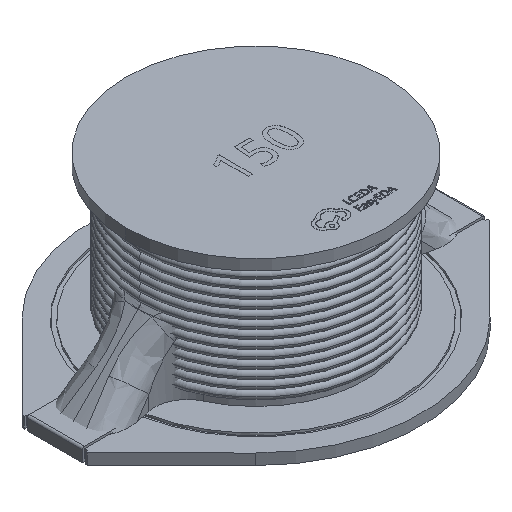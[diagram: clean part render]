
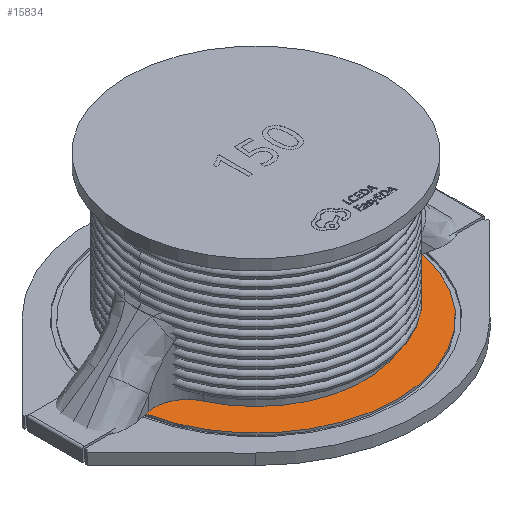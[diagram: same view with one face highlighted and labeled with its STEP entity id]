
A CAD part, isometric view. The second image highlights one B-rep face of the part: STEP entity #15834.
In plain terms, the highlighted planar face has unit normal (0, 0, 1).
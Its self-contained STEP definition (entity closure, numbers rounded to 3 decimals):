
#445 = CARTESIAN_POINT ( 'NONE',  ( -6.369, -1.3, 0.5 ) ) ;
#519 = AXIS2_PLACEMENT_3D ( 'NONE', #5068, #25861, #1265 ) ;
#585 = ORIENTED_EDGE ( 'NONE', *, *, #15696, .T. ) ;
#1265 = DIRECTION ( 'NONE',  ( 1., 0., 0. ) ) ;
#1869 = PLANE ( 'NONE',  #6492 ) ;
#2849 = DIRECTION ( 'NONE',  ( -0.98, 0.2, 0. ) ) ;
#3036 = ORIENTED_EDGE ( 'NONE', *, *, #8094, .T. ) ;
#3055 = CIRCLE ( 'NONE', #17392, 1.5 ) ;
#3720 = EDGE_CURVE ( 'NONE', #24136, #25682, #17141, .T. ) ;
#3897 = DIRECTION ( 'NONE',  ( 0., 0., 1. ) ) ;
#4040 = CARTESIAN_POINT ( 'NONE',  ( 0., 0., 0.5 ) ) ;
#4497 = VERTEX_POINT ( 'NONE', #5196 ) ;
#4807 = VECTOR ( 'NONE', #24412, 1000. ) ;
#5068 = CARTESIAN_POINT ( 'NONE',  ( -5.897, -2.735, 0.5 ) ) ;
#5196 = CARTESIAN_POINT ( 'NONE',  ( -6.197, -1.265, 0.5 ) ) ;
#6362 = VERTEX_POINT ( 'NONE', #20836 ) ;
#6454 = DIRECTION ( 'NONE',  ( 1., 0., 0. ) ) ;
#6492 = AXIS2_PLACEMENT_3D ( 'NONE', #4040, #3897, #6454 ) ;
#6676 = LINE ( 'NONE', #11101, #12973 ) ;
#7037 = VERTEX_POINT ( 'NONE', #13931 ) ;
#7546 = EDGE_CURVE ( 'NONE', #25682, #6362, #6676, .T. ) ;
#7633 = CIRCLE ( 'NONE', #12830, 5. ) ;
#8094 = EDGE_CURVE ( 'NONE', #6362, #7037, #3055, .T. ) ;
#8768 = EDGE_CURVE ( 'NONE', #17827, #4497, #15706, .T. ) ;
#9763 = ORIENTED_EDGE ( 'NONE', *, *, #3720, .T. ) ;
#11101 = CARTESIAN_POINT ( 'NONE',  ( 8.328, -1.7, 0.5 ) ) ;
#11184 = DIRECTION ( 'NONE',  ( 1., 0., 0. ) ) ;
#12424 = EDGE_LOOP ( 'NONE', ( #585, #9763, #20265, #3036, #14531, #23030 ) ) ;
#12732 = CARTESIAN_POINT ( 'NONE',  ( 6.369, -1.3, 0.5 ) ) ;
#12830 = AXIS2_PLACEMENT_3D ( 'NONE', #15983, #15723, #11184 ) ;
#12973 = VECTOR ( 'NONE', #2849, 1000. ) ;
#13646 = LINE ( 'NONE', #18012, #4807 ) ;
#13931 = CARTESIAN_POINT ( 'NONE',  ( 4.536, -2.104, 0.5 ) ) ;
#14531 = ORIENTED_EDGE ( 'NONE', *, *, #19334, .F. ) ;
#15089 = DIRECTION ( 'NONE',  ( 1., 0., 0. ) ) ;
#15696 = EDGE_CURVE ( 'NONE', #4497, #24136, #13646, .T. ) ;
#15706 = CIRCLE ( 'NONE', #519, 1.5 ) ;
#15723 = DIRECTION ( 'NONE',  ( 0., 0., 1. ) ) ;
#15834 = ADVANCED_FACE ( 'NONE', ( #25889 ), #1869, .T. ) ;
#15983 = CARTESIAN_POINT ( 'NONE',  ( 0., 0., 0.5 ) ) ;
#17141 = CIRCLE ( 'NONE', #18021, 6.5 ) ;
#17392 = AXIS2_PLACEMENT_3D ( 'NONE', #24504, #23707, #18259 ) ;
#17827 = VERTEX_POINT ( 'NONE', #26853 ) ;
#18012 = CARTESIAN_POINT ( 'NONE',  ( -8.328, -1.7, 0.5 ) ) ;
#18021 = AXIS2_PLACEMENT_3D ( 'NONE', #19265, #21333, #15089 ) ;
#18259 = DIRECTION ( 'NONE',  ( 1., 0., 0. ) ) ;
#19265 = CARTESIAN_POINT ( 'NONE',  ( 0., 0., 0.5 ) ) ;
#19334 = EDGE_CURVE ( 'NONE', #17827, #7037, #7633, .T. ) ;
#20265 = ORIENTED_EDGE ( 'NONE', *, *, #7546, .T. ) ;
#20836 = CARTESIAN_POINT ( 'NONE',  ( 6.197, -1.265, 0.5 ) ) ;
#21333 = DIRECTION ( 'NONE',  ( 0., 0., 1. ) ) ;
#23030 = ORIENTED_EDGE ( 'NONE', *, *, #8768, .T. ) ;
#23707 = DIRECTION ( 'NONE',  ( 0., 0., 1. ) ) ;
#24136 = VERTEX_POINT ( 'NONE', #445 ) ;
#24412 = DIRECTION ( 'NONE',  ( -0.98, -0.2, 0. ) ) ;
#24504 = CARTESIAN_POINT ( 'NONE',  ( 5.897, -2.735, 0.5 ) ) ;
#25682 = VERTEX_POINT ( 'NONE', #12732 ) ;
#25861 = DIRECTION ( 'NONE',  ( 0., 0., 1. ) ) ;
#25889 = FACE_OUTER_BOUND ( 'NONE', #12424, .T. ) ;
#26853 = CARTESIAN_POINT ( 'NONE',  ( -4.536, -2.104, 0.5 ) ) ;
